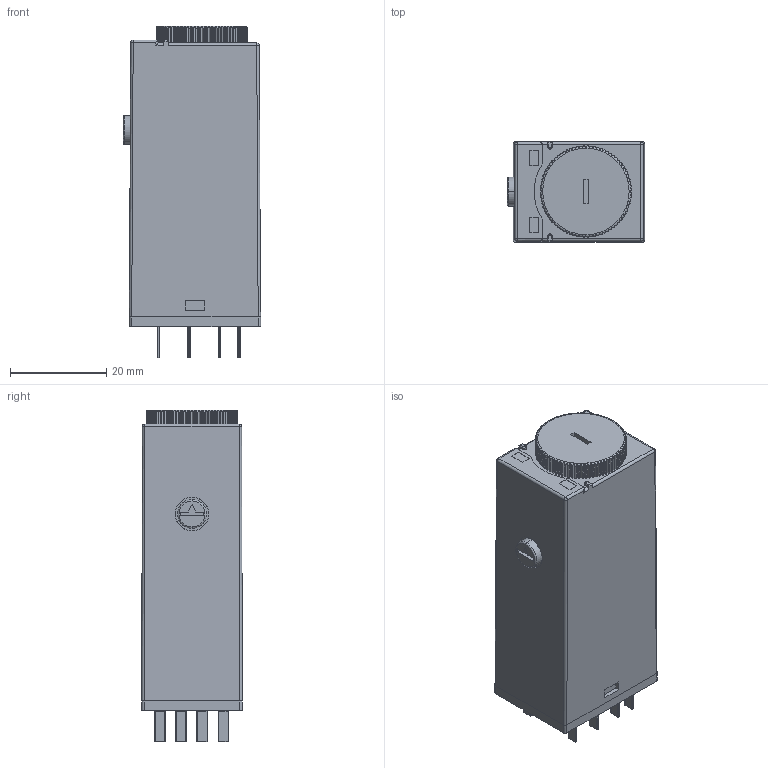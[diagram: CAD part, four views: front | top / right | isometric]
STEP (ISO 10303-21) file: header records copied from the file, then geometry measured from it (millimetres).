
FILE_DESCRIPTION (( 'STEP AP214' ), '1' );
FILE_NAME ('T-R4.STEP', '2014-09-12T06:13:58', ( '' ), ( '' ), 'SwSTEP 2.0', 'SolidWorks 2012', '' );
FILE_SCHEMA (( 'AUTOMOTIVE_DESIGN' ));
Length unit declared in the file: millimetre
Products named in the file (1): T-R4
Bounding box: 28.52 x 20.95 x 69 mm (x, y, z)
Volume: 34198 mm3; surface area: 7736.1 mm2
Topology: 1 solids, 3 shells, 716 faces, 1803 edges, 1060 vertices
Faces by surface type: plane 305, cylinder 287, torus 64, sphere 60
Entity records: 25297 total; most frequent: CARTESIAN_POINT 4532, DIRECTION 3621, ORIENTED_EDGE 3494, EDGE_CURVE 1747, AXIS2_PLACEMENT_3D 1333, VERTEX_POINT 1060, LINE 955, VECTOR 955
